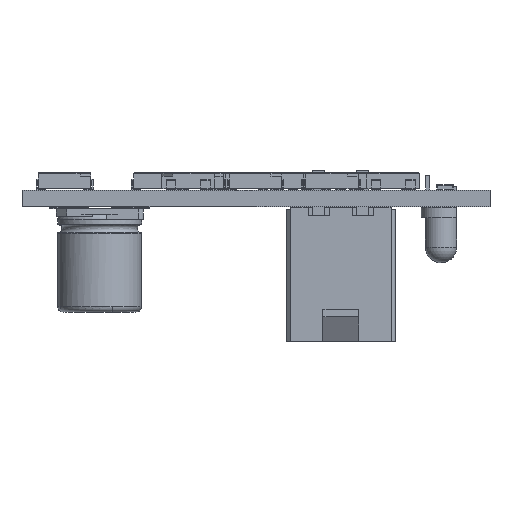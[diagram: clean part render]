
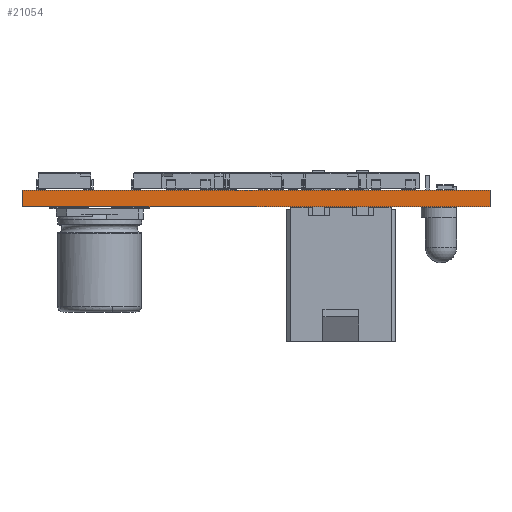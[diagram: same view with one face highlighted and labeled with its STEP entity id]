
A CAD part, front view. The second image highlights one B-rep face of the part: STEP entity #21054.
In plain terms, the highlighted planar face has unit normal (0, -1, 0).
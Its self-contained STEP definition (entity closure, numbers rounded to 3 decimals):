
#21054 = ADVANCED_FACE('',(#21055),#21069,.T.);
#21055 = FACE_BOUND('',#21056,.T.);
#21056 = EDGE_LOOP('',(#21057,#21092,#21120,#21148));
#21057 = ORIENTED_EDGE('',*,*,#21058,.T.);
#21058 = EDGE_CURVE('',#21059,#21061,#21063,.T.);
#21059 = VERTEX_POINT('',#21060);
#21060 = CARTESIAN_POINT('',(253.338,-116.432,0.));
#21061 = VERTEX_POINT('',#21062);
#21062 = CARTESIAN_POINT('',(253.338,-116.432,1.58));
#21063 = SURFACE_CURVE('',#21064,(#21068,#21080),.PCURVE_S1.);
#21064 = LINE('',#21065,#21066);
#21065 = CARTESIAN_POINT('',(253.338,-116.432,0.));
#21066 = VECTOR('',#21067,1.);
#21067 = DIRECTION('',(0.,0.,1.));
#21068 = PCURVE('',#21069,#21074);
#21069 = PLANE('',#21070);
#21070 = AXIS2_PLACEMENT_3D('',#21071,#21072,#21073);
#21071 = CARTESIAN_POINT('',(253.338,-116.432,0.));
#21072 = DIRECTION('',(0.,-1.,0.));
#21073 = DIRECTION('',(-1.,0.,0.));
#21074 = DEFINITIONAL_REPRESENTATION('',(#21075),#21079);
#21075 = LINE('',#21076,#21077);
#21076 = CARTESIAN_POINT('',(0.,-0.));
#21077 = VECTOR('',#21078,1.);
#21078 = DIRECTION('',(0.,-1.));
#21079 = ( GEOMETRIC_REPRESENTATION_CONTEXT(2) 
PARAMETRIC_REPRESENTATION_CONTEXT() REPRESENTATION_CONTEXT('2D SPACE',''
  ) );
#21080 = PCURVE('',#21081,#21086);
#21081 = PLANE('',#21082);
#21082 = AXIS2_PLACEMENT_3D('',#21083,#21084,#21085);
#21083 = CARTESIAN_POINT('',(253.338,-34.444,0.));
#21084 = DIRECTION('',(1.,0.,-0.));
#21085 = DIRECTION('',(0.,-1.,0.));
#21086 = DEFINITIONAL_REPRESENTATION('',(#21087),#21091);
#21087 = LINE('',#21088,#21089);
#21088 = CARTESIAN_POINT('',(81.988,0.));
#21089 = VECTOR('',#21090,1.);
#21090 = DIRECTION('',(0.,-1.));
#21091 = ( GEOMETRIC_REPRESENTATION_CONTEXT(2) 
PARAMETRIC_REPRESENTATION_CONTEXT() REPRESENTATION_CONTEXT('2D SPACE',''
  ) );
#21092 = ORIENTED_EDGE('',*,*,#21093,.T.);
#21093 = EDGE_CURVE('',#21061,#21094,#21096,.T.);
#21094 = VERTEX_POINT('',#21095);
#21095 = CARTESIAN_POINT('',(208.688,-116.432,1.58));
#21096 = SURFACE_CURVE('',#21097,(#21101,#21108),.PCURVE_S1.);
#21097 = LINE('',#21098,#21099);
#21098 = CARTESIAN_POINT('',(253.338,-116.432,1.58));
#21099 = VECTOR('',#21100,1.);
#21100 = DIRECTION('',(-1.,0.,0.));
#21101 = PCURVE('',#21069,#21102);
#21102 = DEFINITIONAL_REPRESENTATION('',(#21103),#21107);
#21103 = LINE('',#21104,#21105);
#21104 = CARTESIAN_POINT('',(0.,-1.58));
#21105 = VECTOR('',#21106,1.);
#21106 = DIRECTION('',(1.,0.));
#21107 = ( GEOMETRIC_REPRESENTATION_CONTEXT(2) 
PARAMETRIC_REPRESENTATION_CONTEXT() REPRESENTATION_CONTEXT('2D SPACE',''
  ) );
#21108 = PCURVE('',#21109,#21114);
#21109 = PLANE('',#21110);
#21110 = AXIS2_PLACEMENT_3D('',#21111,#21112,#21113);
#21111 = CARTESIAN_POINT('',(231.013,-75.438,1.58));
#21112 = DIRECTION('',(-0.,-0.,-1.));
#21113 = DIRECTION('',(-1.,0.,0.));
#21114 = DEFINITIONAL_REPRESENTATION('',(#21115),#21119);
#21115 = LINE('',#21116,#21117);
#21116 = CARTESIAN_POINT('',(-22.325,-40.994));
#21117 = VECTOR('',#21118,1.);
#21118 = DIRECTION('',(1.,0.));
#21119 = ( GEOMETRIC_REPRESENTATION_CONTEXT(2) 
PARAMETRIC_REPRESENTATION_CONTEXT() REPRESENTATION_CONTEXT('2D SPACE',''
  ) );
#21120 = ORIENTED_EDGE('',*,*,#21121,.F.);
#21121 = EDGE_CURVE('',#21122,#21094,#21124,.T.);
#21122 = VERTEX_POINT('',#21123);
#21123 = CARTESIAN_POINT('',(208.688,-116.432,0.));
#21124 = SURFACE_CURVE('',#21125,(#21129,#21136),.PCURVE_S1.);
#21125 = LINE('',#21126,#21127);
#21126 = CARTESIAN_POINT('',(208.688,-116.432,0.));
#21127 = VECTOR('',#21128,1.);
#21128 = DIRECTION('',(0.,0.,1.));
#21129 = PCURVE('',#21069,#21130);
#21130 = DEFINITIONAL_REPRESENTATION('',(#21131),#21135);
#21131 = LINE('',#21132,#21133);
#21132 = CARTESIAN_POINT('',(44.65,0.));
#21133 = VECTOR('',#21134,1.);
#21134 = DIRECTION('',(0.,-1.));
#21135 = ( GEOMETRIC_REPRESENTATION_CONTEXT(2) 
PARAMETRIC_REPRESENTATION_CONTEXT() REPRESENTATION_CONTEXT('2D SPACE',''
  ) );
#21136 = PCURVE('',#21137,#21142);
#21137 = PLANE('',#21138);
#21138 = AXIS2_PLACEMENT_3D('',#21139,#21140,#21141);
#21139 = CARTESIAN_POINT('',(208.688,-116.432,0.));
#21140 = DIRECTION('',(-1.,0.,0.));
#21141 = DIRECTION('',(0.,1.,0.));
#21142 = DEFINITIONAL_REPRESENTATION('',(#21143),#21147);
#21143 = LINE('',#21144,#21145);
#21144 = CARTESIAN_POINT('',(0.,0.));
#21145 = VECTOR('',#21146,1.);
#21146 = DIRECTION('',(0.,-1.));
#21147 = ( GEOMETRIC_REPRESENTATION_CONTEXT(2) 
PARAMETRIC_REPRESENTATION_CONTEXT() REPRESENTATION_CONTEXT('2D SPACE',''
  ) );
#21148 = ORIENTED_EDGE('',*,*,#21149,.F.);
#21149 = EDGE_CURVE('',#21059,#21122,#21150,.T.);
#21150 = SURFACE_CURVE('',#21151,(#21155,#21162),.PCURVE_S1.);
#21151 = LINE('',#21152,#21153);
#21152 = CARTESIAN_POINT('',(253.338,-116.432,0.));
#21153 = VECTOR('',#21154,1.);
#21154 = DIRECTION('',(-1.,0.,0.));
#21155 = PCURVE('',#21069,#21156);
#21156 = DEFINITIONAL_REPRESENTATION('',(#21157),#21161);
#21157 = LINE('',#21158,#21159);
#21158 = CARTESIAN_POINT('',(0.,-0.));
#21159 = VECTOR('',#21160,1.);
#21160 = DIRECTION('',(1.,0.));
#21161 = ( GEOMETRIC_REPRESENTATION_CONTEXT(2) 
PARAMETRIC_REPRESENTATION_CONTEXT() REPRESENTATION_CONTEXT('2D SPACE',''
  ) );
#21162 = PCURVE('',#21163,#21168);
#21163 = PLANE('',#21164);
#21164 = AXIS2_PLACEMENT_3D('',#21165,#21166,#21167);
#21165 = CARTESIAN_POINT('',(231.013,-75.438,0.));
#21166 = DIRECTION('',(-0.,-0.,-1.));
#21167 = DIRECTION('',(-1.,0.,0.));
#21168 = DEFINITIONAL_REPRESENTATION('',(#21169),#21173);
#21169 = LINE('',#21170,#21171);
#21170 = CARTESIAN_POINT('',(-22.325,-40.994));
#21171 = VECTOR('',#21172,1.);
#21172 = DIRECTION('',(1.,0.));
#21173 = ( GEOMETRIC_REPRESENTATION_CONTEXT(2) 
PARAMETRIC_REPRESENTATION_CONTEXT() REPRESENTATION_CONTEXT('2D SPACE',''
  ) );
